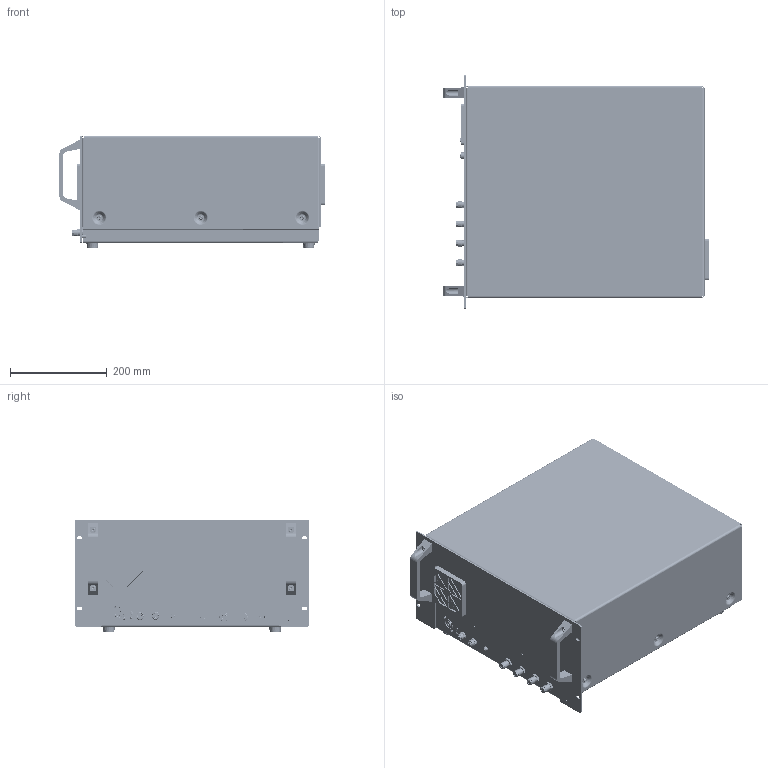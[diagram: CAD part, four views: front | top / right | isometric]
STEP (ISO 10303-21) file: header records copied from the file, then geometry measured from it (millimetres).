
FILE_DESCRIPTION(/* description */ (''),/* implementation_level */ '2;1');
FILE_NAME(/* name */ '200013400-BETA_ELT Vmax_2023-11-30.stp',/* time_stamp */ '2023-11-30T09:20:32+01:00',/* author */ (''),/* organization */ (''),/* preprocessor_version */ 'ST-DEVELOPER v19.4',/* originating_system */ 'SIEMENS PLM Software NX2306.1700',/* authorisation */ '');
FILE_SCHEMA (('AUTOMOTIVE_DESIGN { 1 0 10303 214 3 1 1 1 }'));
Products named in the file (1): 003_objects
Bounding box: 548.63 x 482.6 x 233.58 mm (x, y, z)
Volume: 1645026 mm3; surface area: 2024330.1 mm2
Topology: 75 solids, 117 shells, 6864 faces, 18438 edges, 11854 vertices
Faces by surface type: plane 3046, cylinder 2131, cone 541, bspline 519, torus 312, extrusion 181, sphere 134
Full cylindrical faces by diameter (mm): 0.75 x1, 1 x1, 1.1 x1, 1.3 x2, 2 x17, 2.013 x2, 3.5 x2, 4 x355, 4.2 x2, 4.22 x4, 4.5 x1, 4.6 x1, 4.917 x1, 5 x29, 5.3 x2, 5.45 x7, 5.5 x14, 6 x4, 6.2 x1, 6.4 x10, 6.5 x9, 6.6 x16, 8.2 x7, 8.5 x4, 8.73 x1, 8.8 x4, 9 x2, 10 x4, 10.295 x1, 10.9 x1
Entity records: 301722 total; most frequent: CARTESIAN_POINT 130109, ORIENTED_EDGE 35028, DIRECTION 31795, EDGE_CURVE 17614, VERTEX_POINT 11758, AXIS2_PLACEMENT_3D 11113, VECTOR 9569, LINE 9388
